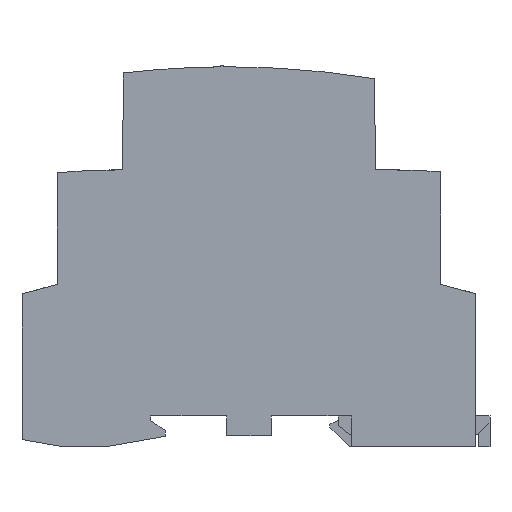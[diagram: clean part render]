
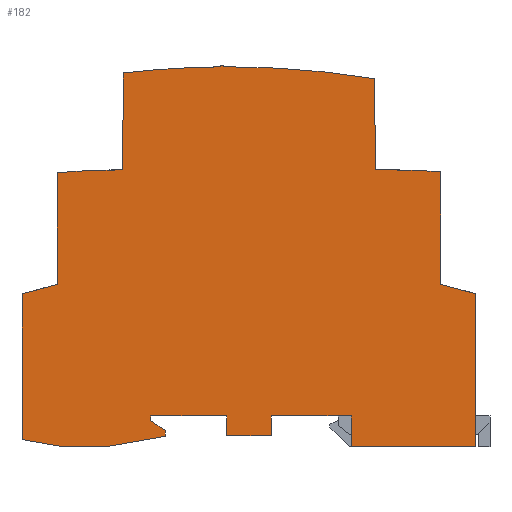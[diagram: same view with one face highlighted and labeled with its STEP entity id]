
A CAD part, left-side view. The second image highlights one B-rep face of the part: STEP entity #182.
In plain terms, the highlighted planar face has unit normal (-1, 0, 0).
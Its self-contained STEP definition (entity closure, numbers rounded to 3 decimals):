
#182=ADVANCED_FACE('',(#415),#416,.F.);
#415=FACE_OUTER_BOUND('',#883,.T.);
#416=PLANE('',#884);
#883=EDGE_LOOP('',(#1373,#1374,#1375,#1376,#1377,#1378,#1379,#1380,#1381,#1382,#1383,#1384,#1385,#1386,#1387,#1388,#1389,#1390,#1391,#1392,#1393,#1394,#1395,#1396,#1397,#1398,#1399,#1400,#1401,#1402,#1403));
#884=AXIS2_PLACEMENT_3D('',#1404,#1405,#1406);
#1373=ORIENTED_EDGE('',*,*,#3281,.F.);
#1374=ORIENTED_EDGE('',*,*,#3282,.F.);
#1375=ORIENTED_EDGE('',*,*,#3283,.F.);
#1376=ORIENTED_EDGE('',*,*,#3284,.F.);
#1377=ORIENTED_EDGE('',*,*,#3285,.F.);
#1378=ORIENTED_EDGE('',*,*,#3286,.F.);
#1379=ORIENTED_EDGE('',*,*,#3287,.F.);
#1380=ORIENTED_EDGE('',*,*,#3288,.F.);
#1381=ORIENTED_EDGE('',*,*,#3289,.F.);
#1382=ORIENTED_EDGE('',*,*,#3290,.F.);
#1383=ORIENTED_EDGE('',*,*,#3291,.F.);
#1384=ORIENTED_EDGE('',*,*,#3292,.F.);
#1385=ORIENTED_EDGE('',*,*,#3293,.F.);
#1386=ORIENTED_EDGE('',*,*,#3294,.F.);
#1387=ORIENTED_EDGE('',*,*,#3295,.F.);
#1388=ORIENTED_EDGE('',*,*,#3296,.F.);
#1389=ORIENTED_EDGE('',*,*,#3297,.F.);
#1390=ORIENTED_EDGE('',*,*,#3298,.F.);
#1391=ORIENTED_EDGE('',*,*,#3299,.F.);
#1392=ORIENTED_EDGE('',*,*,#3300,.F.);
#1393=ORIENTED_EDGE('',*,*,#3301,.F.);
#1394=ORIENTED_EDGE('',*,*,#3302,.F.);
#1395=ORIENTED_EDGE('',*,*,#3265,.F.);
#1396=ORIENTED_EDGE('',*,*,#3303,.F.);
#1397=ORIENTED_EDGE('',*,*,#3304,.F.);
#1398=ORIENTED_EDGE('',*,*,#3280,.F.);
#1399=ORIENTED_EDGE('',*,*,#3305,.T.);
#1400=ORIENTED_EDGE('',*,*,#3306,.T.);
#1401=ORIENTED_EDGE('',*,*,#3272,.T.);
#1402=ORIENTED_EDGE('',*,*,#3307,.T.);
#1403=ORIENTED_EDGE('',*,*,#3276,.F.);
#1404=CARTESIAN_POINT('',(0.0,44.4,-33.973));
#1405=DIRECTION('',(1.0,0.0,0.0));
#1406=DIRECTION('',(0.0,1.0,0.0));
#3265=EDGE_CURVE('',#3882,#3884,#3885,.T.);
#3272=EDGE_CURVE('',#3892,#3896,#3898,.T.);
#3276=EDGE_CURVE('',#3904,#3906,#3907,.T.);
#3280=EDGE_CURVE('',#3912,#3900,#3914,.T.);
#3281=EDGE_CURVE('',#3915,#3904,#3916,.T.);
#3282=EDGE_CURVE('',#3917,#3915,#3918,.T.);
#3283=EDGE_CURVE('',#3919,#3917,#3920,.T.);
#3284=EDGE_CURVE('',#3921,#3919,#3922,.T.);
#3285=EDGE_CURVE('',#3923,#3921,#3924,.T.);
#3286=EDGE_CURVE('',#3925,#3923,#3926,.T.);
#3287=EDGE_CURVE('',#3927,#3925,#3928,.T.);
#3288=EDGE_CURVE('',#3929,#3927,#3930,.T.);
#3289=EDGE_CURVE('',#3931,#3929,#3932,.T.);
#3290=EDGE_CURVE('',#3933,#3931,#3934,.T.);
#3291=EDGE_CURVE('',#3935,#3933,#3936,.T.);
#3292=EDGE_CURVE('',#3937,#3935,#3938,.T.);
#3293=EDGE_CURVE('',#3939,#3937,#3940,.T.);
#3294=EDGE_CURVE('',#3941,#3939,#3942,.T.);
#3295=EDGE_CURVE('',#3943,#3941,#3944,.T.);
#3296=EDGE_CURVE('',#3945,#3943,#3946,.T.);
#3297=EDGE_CURVE('',#3947,#3945,#3948,.T.);
#3298=EDGE_CURVE('',#3949,#3947,#3950,.T.);
#3299=EDGE_CURVE('',#3951,#3949,#3952,.T.);
#3300=EDGE_CURVE('',#3953,#3951,#3954,.T.);
#3301=EDGE_CURVE('',#3955,#3953,#3956,.T.);
#3302=EDGE_CURVE('',#3884,#3955,#3957,.T.);
#3303=EDGE_CURVE('',#3958,#3882,#3959,.T.);
#3304=EDGE_CURVE('',#3900,#3958,#3960,.T.);
#3305=EDGE_CURVE('',#3912,#3961,#3962,.T.);
#3306=EDGE_CURVE('',#3961,#3892,#3963,.T.);
#3307=EDGE_CURVE('',#3896,#3906,#3964,.T.);
#3882=VERTEX_POINT('',#4908);
#3884=VERTEX_POINT('',#4911);
#3885=CIRCLE('',#4912,135.1);
#3892=VERTEX_POINT('',#4950);
#3896=VERTEX_POINT('',#4955);
#3898=CIRCLE('',#4958,0.2);
#3900=VERTEX_POINT('',#4960);
#3904=VERTEX_POINT('',#4965);
#3906=VERTEX_POINT('',#4968);
#3907=CIRCLE('',#4969,160.0);
#3912=VERTEX_POINT('',#4975);
#3914=CIRCLE('',#4978,160.0);
#3915=VERTEX_POINT('',#4979);
#3916=LINE('',#4980,#4981);
#3917=VERTEX_POINT('',#4982);
#3918=CIRCLE('',#4983,135.1);
#3919=VERTEX_POINT('',#4984);
#3920=LINE('',#4985,#4986);
#3921=VERTEX_POINT('',#4987);
#3922=LINE('',#4988,#4989);
#3923=VERTEX_POINT('',#4990);
#3924=LINE('',#4991,#4992);
#3925=VERTEX_POINT('',#4993);
#3926=LINE('',#4994,#4995);
#3927=VERTEX_POINT('',#4996);
#3928=LINE('',#4997,#4998);
#3929=VERTEX_POINT('',#4999);
#3930=LINE('',#5000,#5001);
#3931=VERTEX_POINT('',#5002);
#3932=LINE('',#5003,#5004);
#3933=VERTEX_POINT('',#5005);
#3934=LINE('',#5006,#5007);
#3935=VERTEX_POINT('',#5008);
#3936=LINE('',#5009,#5010);
#3937=VERTEX_POINT('',#5011);
#3938=LINE('',#5012,#5013);
#3939=VERTEX_POINT('',#5014);
#3940=LINE('',#5015,#5016);
#3941=VERTEX_POINT('',#5017);
#3942=LINE('',#5018,#5019);
#3943=VERTEX_POINT('',#5020);
#3944=LINE('',#5021,#5022);
#3945=VERTEX_POINT('',#5023);
#3946=LINE('',#5024,#5025);
#3947=VERTEX_POINT('',#5026);
#3948=LINE('',#5027,#5028);
#3949=VERTEX_POINT('',#5029);
#3950=LINE('',#5030,#5031);
#3951=VERTEX_POINT('',#5032);
#3952=LINE('',#5033,#5034);
#3953=VERTEX_POINT('',#5035);
#3954=LINE('',#5036,#5037);
#3955=VERTEX_POINT('',#5038);
#3956=LINE('',#5039,#5040);
#3957=CIRCLE('',#5041,135.1);
#3958=VERTEX_POINT('',#5042);
#3959=LINE('',#5043,#5044);
#3960=CIRCLE('',#5045,160.0);
#3961=VERTEX_POINT('',#5046);
#3962=LINE('',#5047,#5048);
#3963=CIRCLE('',#5049,0.2);
#3964=LINE('',#5050,#5051);
#4908=CARTESIAN_POINT('',(0.0,21.899,-18.514));
#4911=CARTESIAN_POINT('',(0.0,19.899,-18.499));
#4912=AXIS2_PLACEMENT_3D('',#6535,#6536,#6537);
#4950=CARTESIAN_POINT('',(0.0,49.199,0.146));
#4955=CARTESIAN_POINT('',(0.0,49.399,-0.054));
#4958=AXIS2_PLACEMENT_3D('',#6544,#6545,#6546);
#4960=CARTESIAN_POINT('',(0.0,48.049,-0.149));
#4965=CARTESIAN_POINT('',(0.0,66.749,-1.245));
#4968=CARTESIAN_POINT('',(0.0,49.399,-0.154));
#4969=AXIS2_PLACEMENT_3D('',#6552,#6553,#6554);
#4975=CARTESIAN_POINT('',(0.0,48.999,-0.152));
#4978=AXIS2_PLACEMENT_3D('',#6560,#6561,#6562);
#4979=CARTESIAN_POINT('',(0.0,66.899,-18.499));
#4980=CARTESIAN_POINT('',(0.0,66.899,-18.499));
#4981=VECTOR('',#6563,17.254);
#4982=CARTESIAN_POINT('',(0.0,78.499,-18.998));
#4983=AXIS2_PLACEMENT_3D('',#6564,#6565,#6566);
#4984=CARTESIAN_POINT('',(0.0,78.499,-38.868));
#4985=CARTESIAN_POINT('',(0.0,78.499,-38.868));
#4986=VECTOR('',#6567,19.871);
#4987=CARTESIAN_POINT('',(0.0,84.799,-40.556));
#4988=CARTESIAN_POINT('',(0.0,84.799,-40.556));
#4989=VECTOR('',#6568,6.522);
#4990=CARTESIAN_POINT('',(0.0,84.799,-66.512));
#4991=CARTESIAN_POINT('',(0.0,84.799,-66.512));
#4992=VECTOR('',#6569,25.955);
#4993=CARTESIAN_POINT('',(0.0,77.499,-67.799));
#4994=CARTESIAN_POINT('',(0.0,77.499,-67.799));
#4995=VECTOR('',#6570,7.413);
#4996=CARTESIAN_POINT('',(0.0,69.999,-67.799));
#4997=CARTESIAN_POINT('',(0.0,69.999,-67.799));
#4998=VECTOR('',#6571,7.5);
#4999=CARTESIAN_POINT('',(0.0,59.299,-65.912));
#5000=CARTESIAN_POINT('',(0.0,59.299,-65.912));
#5001=VECTOR('',#6572,10.865);
#5002=CARTESIAN_POINT('',(0.0,59.299,-64.919));
#5003=CARTESIAN_POINT('',(0.0,59.299,-64.919));
#5004=VECTOR('',#6573,0.993);
#5005=CARTESIAN_POINT('',(0.0,61.899,-63.099));
#5006=CARTESIAN_POINT('',(0.0,61.899,-63.099));
#5007=VECTOR('',#6574,3.174);
#5008=CARTESIAN_POINT('',(0.0,61.899,-62.299));
#5009=CARTESIAN_POINT('',(0.0,61.899,-62.299));
#5010=VECTOR('',#6575,0.8);
#5011=CARTESIAN_POINT('',(0.0,48.399,-62.299));
#5012=CARTESIAN_POINT('',(0.0,48.399,-62.299));
#5013=VECTOR('',#6576,13.5);
#5014=CARTESIAN_POINT('',(0.0,48.399,-65.799));
#5015=CARTESIAN_POINT('',(0.0,48.399,-65.799));
#5016=VECTOR('',#6577,3.5);
#5017=CARTESIAN_POINT('',(0.0,40.399,-65.799));
#5018=CARTESIAN_POINT('',(0.0,40.399,-65.799));
#5019=VECTOR('',#6578,8.0);
#5020=CARTESIAN_POINT('',(0.0,40.399,-62.299));
#5021=CARTESIAN_POINT('',(0.0,40.399,-62.299));
#5022=VECTOR('',#6579,3.5);
#5023=CARTESIAN_POINT('',(0.0,26.199,-62.299));
#5024=CARTESIAN_POINT('',(0.0,26.199,-62.299));
#5025=VECTOR('',#6580,14.2);
#5026=CARTESIAN_POINT('',(0.0,26.199,-67.799));
#5027=CARTESIAN_POINT('',(0.0,26.199,-67.799));
#5028=VECTOR('',#6581,5.5);
#5029=CARTESIAN_POINT('',(0.0,3.999,-67.799));
#5030=CARTESIAN_POINT('',(0.0,3.999,-67.799));
#5031=VECTOR('',#6582,22.2);
#5032=CARTESIAN_POINT('',(0.0,3.999,-40.556));
#5033=CARTESIAN_POINT('',(0.0,3.999,-40.556));
#5034=VECTOR('',#6583,27.242);
#5035=CARTESIAN_POINT('',(0.0,10.299,-38.868));
#5036=CARTESIAN_POINT('',(0.0,10.299,-38.868));
#5037=VECTOR('',#6584,6.522);
#5038=CARTESIAN_POINT('',(0.0,10.299,-18.84));
#5039=CARTESIAN_POINT('',(0.0,10.299,-18.84));
#5040=VECTOR('',#6585,20.028);
#5041=AXIS2_PLACEMENT_3D('',#6586,#6587,#6588);
#5042=CARTESIAN_POINT('',(0.0,22.041,-2.277));
#5043=CARTESIAN_POINT('',(0.0,22.041,-2.277));
#5044=VECTOR('',#6589,16.237);
#5045=AXIS2_PLACEMENT_3D('',#6590,#6591,#6592);
#5046=CARTESIAN_POINT('',(0.0,48.999,-0.054));
#5047=CARTESIAN_POINT('',(0.0,48.999,-0.152));
#5048=VECTOR('',#6593,0.097);
#5049=AXIS2_PLACEMENT_3D('',#6594,#6595,#6596);
#5050=CARTESIAN_POINT('',(0.0,49.399,-0.054));
#5051=VECTOR('',#6597,0.1);
#6535=CARTESIAN_POINT('',(0.0,19.899,-153.599));
#6536=DIRECTION('',(1.0,0.0,-0.0));
#6537=DIRECTION('',(0.0,0.015,1.));
#6544=CARTESIAN_POINT('',(0.0,49.199,-0.054));
#6545=DIRECTION('',(-1.0,0.0,0.0));
#6546=DIRECTION('',(0.0,-1.0,0.0));
#6552=CARTESIAN_POINT('',(0.0,48.049,-160.149));
#6553=DIRECTION('',(1.0,0.0,-0.0));
#6554=DIRECTION('',(0.0,0.117,0.993));
#6560=CARTESIAN_POINT('',(0.0,48.049,-160.149));
#6561=DIRECTION('',(1.0,0.0,-0.0));
#6562=DIRECTION('',(0.0,0.006,1.));
#6563=DIRECTION('',(0.0,-0.009,1.));
#6564=CARTESIAN_POINT('',(0.0,66.899,-153.599));
#6565=DIRECTION('',(1.0,0.0,-0.0));
#6566=DIRECTION('',(0.0,0.086,0.996));
#6567=DIRECTION('',(0.0,0.0,1.0));
#6568=DIRECTION('',(0.0,-0.966,0.259));
#6569=DIRECTION('',(0.0,0.0,1.0));
#6570=DIRECTION('',(0.0,0.985,0.174));
#6571=DIRECTION('',(0.0,1.0,0.0));
#6572=DIRECTION('',(0.0,0.985,-0.174));
#6573=DIRECTION('',(0.0,0.0,-1.0));
#6574=DIRECTION('',(0.0,-0.819,-0.574));
#6575=DIRECTION('',(0.0,0.0,-1.0));
#6576=DIRECTION('',(0.0,1.0,0.0));
#6577=DIRECTION('',(0.0,0.0,1.0));
#6578=DIRECTION('',(0.0,1.0,0.0));
#6579=DIRECTION('',(0.0,0.0,-1.0));
#6580=DIRECTION('',(0.0,1.0,0.0));
#6581=DIRECTION('',(0.0,0.0,1.0));
#6582=DIRECTION('',(0.0,1.0,0.0));
#6583=DIRECTION('',(0.0,0.0,-1.0));
#6584=DIRECTION('',(0.0,-0.966,-0.259));
#6585=DIRECTION('',(0.0,0.0,-1.0));
#6586=CARTESIAN_POINT('',(0.0,19.899,-153.599));
#6587=DIRECTION('',(1.0,0.0,-0.0));
#6588=DIRECTION('',(0.0,0.015,1.));
#6589=DIRECTION('',(0.0,-0.009,-1.));
#6590=CARTESIAN_POINT('',(0.0,48.049,-160.149));
#6591=DIRECTION('',(1.0,0.0,-0.0));
#6592=DIRECTION('',(0.0,0.006,1.));
#6593=DIRECTION('',(0.0,0.,1.0));
#6594=CARTESIAN_POINT('',(0.0,49.199,-0.054));
#6595=DIRECTION('',(-1.0,0.0,0.0));
#6596=DIRECTION('',(0.0,-1.0,0.0));
#6597=DIRECTION('',(0.0,0.,-1.0));
